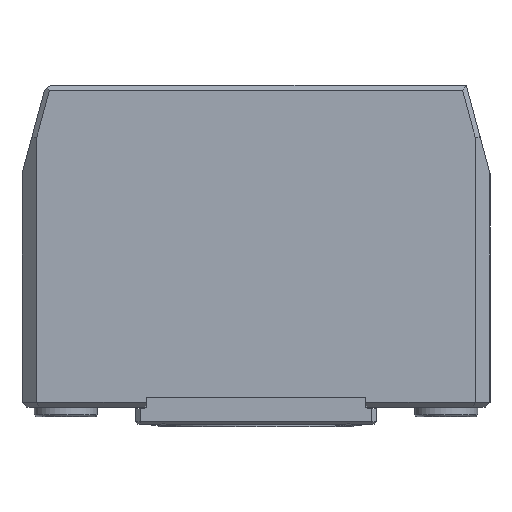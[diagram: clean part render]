
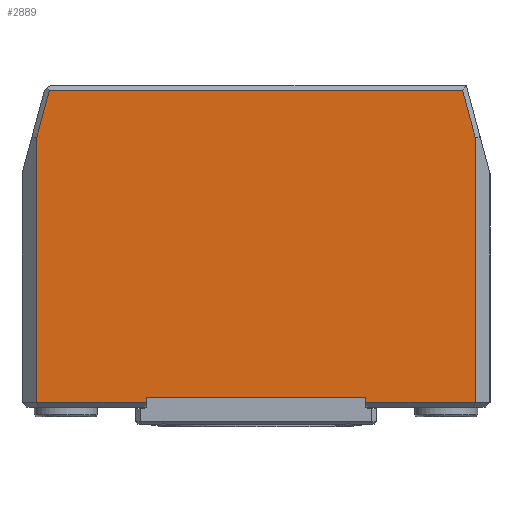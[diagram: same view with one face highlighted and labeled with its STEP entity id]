
A CAD part, left-side view. The second image highlights one B-rep face of the part: STEP entity #2889.
In plain terms, the highlighted planar face has unit normal (-1, 0, 0).
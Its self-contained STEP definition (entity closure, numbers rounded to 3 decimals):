
#116=LINE('',#4489,#409);
#117=LINE('',#4491,#410);
#120=LINE('',#4497,#413);
#121=LINE('',#4499,#414);
#209=LINE('',#4724,#502);
#210=LINE('',#4726,#503);
#211=LINE('',#4728,#504);
#212=LINE('',#4730,#505);
#213=LINE('',#4732,#506);
#214=LINE('',#4734,#507);
#409=VECTOR('',#3461,1000.);
#410=VECTOR('',#3464,1000.);
#413=VECTOR('',#3469,1000.);
#414=VECTOR('',#3472,1000.);
#502=VECTOR('',#3680,1000.);
#503=VECTOR('',#3683,1000.);
#504=VECTOR('',#3684,1000.);
#505=VECTOR('',#3685,1000.);
#506=VECTOR('',#3686,1000.);
#507=VECTOR('',#3687,1000.);
#1119=ORIENTED_EDGE('',*,*,#1705,.T.);
#1120=ORIENTED_EDGE('',*,*,#1706,.T.);
#1121=ORIENTED_EDGE('',*,*,#1707,.F.);
#1122=ORIENTED_EDGE('',*,*,#1708,.F.);
#1123=ORIENTED_EDGE('',*,*,#1709,.F.);
#1124=ORIENTED_EDGE('',*,*,#1710,.T.);
#1125=ORIENTED_EDGE('',*,*,#1598,.T.);
#1126=ORIENTED_EDGE('',*,*,#1597,.T.);
#1127=ORIENTED_EDGE('',*,*,#1594,.T.);
#1128=ORIENTED_EDGE('',*,*,#1593,.T.);
#1593=EDGE_CURVE('',#1962,#1963,#116,.T.);
#1594=EDGE_CURVE('',#1964,#1962,#117,.T.);
#1597=EDGE_CURVE('',#1965,#1964,#120,.T.);
#1598=EDGE_CURVE('',#1966,#1965,#121,.T.);
#1705=EDGE_CURVE('',#1963,#2026,#209,.T.);
#1706=EDGE_CURVE('',#2026,#2027,#210,.T.);
#1707=EDGE_CURVE('',#2028,#2027,#211,.T.);
#1708=EDGE_CURVE('',#2029,#2028,#212,.T.);
#1709=EDGE_CURVE('',#2030,#2029,#213,.T.);
#1710=EDGE_CURVE('',#2030,#1966,#214,.T.);
#1962=VERTEX_POINT('',#4486);
#1963=VERTEX_POINT('',#4488);
#1964=VERTEX_POINT('',#4492);
#1965=VERTEX_POINT('',#4496);
#1966=VERTEX_POINT('',#4500);
#2026=VERTEX_POINT('',#4723);
#2027=VERTEX_POINT('',#4727);
#2028=VERTEX_POINT('',#4729);
#2029=VERTEX_POINT('',#4731);
#2030=VERTEX_POINT('',#4733);
#2325=EDGE_LOOP('',(#1119,#1120,#1121,#1122,#1123,#1124,#1125,#1126,#1127,
#1128));
#2549=FACE_BOUND('',#2325,.T.);
#2746=PLANE('',#3116);
#2889=ADVANCED_FACE('',(#2549),#2746,.F.);
#3116=AXIS2_PLACEMENT_3D('',#4725,#3681,#3682);
#3461=DIRECTION('',(0.,0.259,-0.966));
#3464=DIRECTION('',(0.,1.,0.));
#3469=DIRECTION('',(0.,0.259,0.966));
#3472=DIRECTION('',(0.,0.,1.));
#3680=DIRECTION('',(0.,0.,-1.));
#3681=DIRECTION('',(1.,0.,0.));
#3682=DIRECTION('',(0.,0.,1.));
#3683=DIRECTION('',(0.,-1.,0.));
#3684=DIRECTION('',(0.,0.,-1.));
#3685=DIRECTION('',(0.,1.,0.));
#3686=DIRECTION('',(0.,0.,1.));
#3687=DIRECTION('',(0.,-1.,0.));
#4486=CARTESIAN_POINT('',(-40.,42.371,47.));
#4488=CARTESIAN_POINT('',(-40.,45.,37.189));
#4489=CARTESIAN_POINT('',(-40.,44.034,40.794));
#4491=CARTESIAN_POINT('',(-40.,48.,47.));
#4492=CARTESIAN_POINT('',(-40.,-42.371,47.));
#4496=CARTESIAN_POINT('',(-40.,-45.,37.189));
#4497=CARTESIAN_POINT('',(-40.,-42.173,47.741));
#4499=CARTESIAN_POINT('',(-40.,-45.,-18.));
#4500=CARTESIAN_POINT('',(-40.,-45.,-17.));
#4723=CARTESIAN_POINT('',(-40.,45.,-17.));
#4724=CARTESIAN_POINT('',(-40.,45.,-18.));
#4725=CARTESIAN_POINT('',(-40.,48.,-18.));
#4726=CARTESIAN_POINT('',(-40.,48.,-17.));
#4727=CARTESIAN_POINT('',(-40.,22.514,-17.));
#4728=CARTESIAN_POINT('',(-40.,22.514,-16.));
#4729=CARTESIAN_POINT('',(-40.,22.514,-16.));
#4730=CARTESIAN_POINT('',(-40.,-33.25,-16.));
#4731=CARTESIAN_POINT('',(-40.,-22.514,-16.));
#4732=CARTESIAN_POINT('',(-40.,-22.514,-16.));
#4733=CARTESIAN_POINT('',(-40.,-22.514,-17.));
#4734=CARTESIAN_POINT('',(-40.,48.,-17.));
